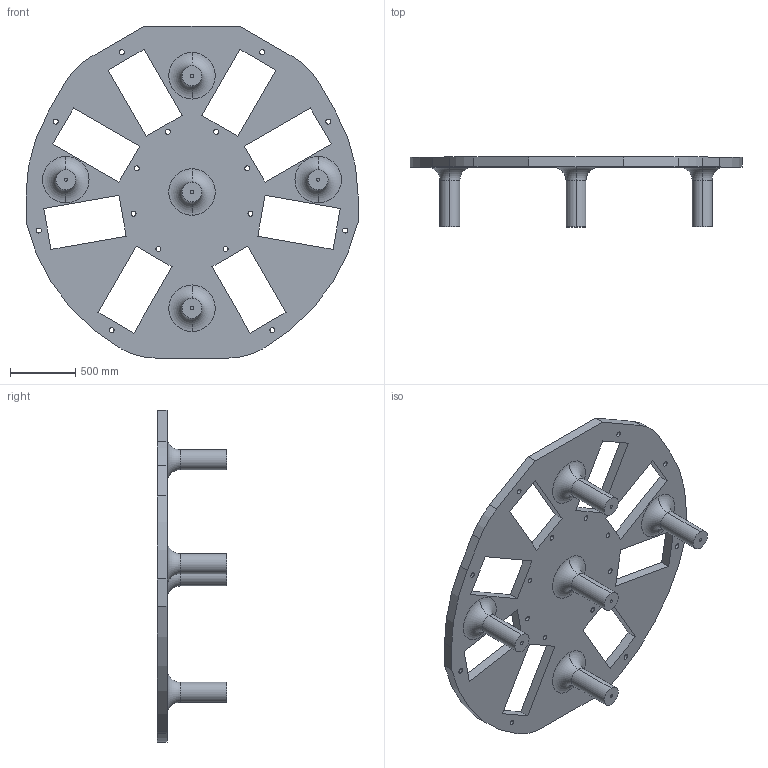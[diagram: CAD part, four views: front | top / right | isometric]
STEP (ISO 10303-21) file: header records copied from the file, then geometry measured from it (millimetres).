
FILE_DESCRIPTION((''),'2;1');
FILE_NAME('STERNUM_LEVEL_0','2024-03-12T05:28:27',('anton'),(''),'CREO PARAMETRIC BY PTC INC, 2023073','CREO PARAMETRIC BY PTC INC, 2023073','');
FILE_SCHEMA(('CONFIG_CONTROL_DESIGN'));
Length unit declared in the file: inch
Products named in the file (1): STERNUM_LEVEL_0
Bounding box: 2540 x 533.4 x 2540 mm (x, y, z)
Volume: 328550677.3 mm3; surface area: 10259466.7 mm2
Topology: 1 solids, 1 shells, 124 faces, 326 edges, 214 vertices
Faces by surface type: cylinder 60, plane 54, torus 10
Entity records: 4006 total; most frequent: DIRECTION 714, CARTESIAN_POINT 664, ORIENTED_EDGE 652, EDGE_CURVE 326, AXIS2_PLACEMENT_3D 264, VERTEX_POINT 214, VECTOR 186, LINE 186
